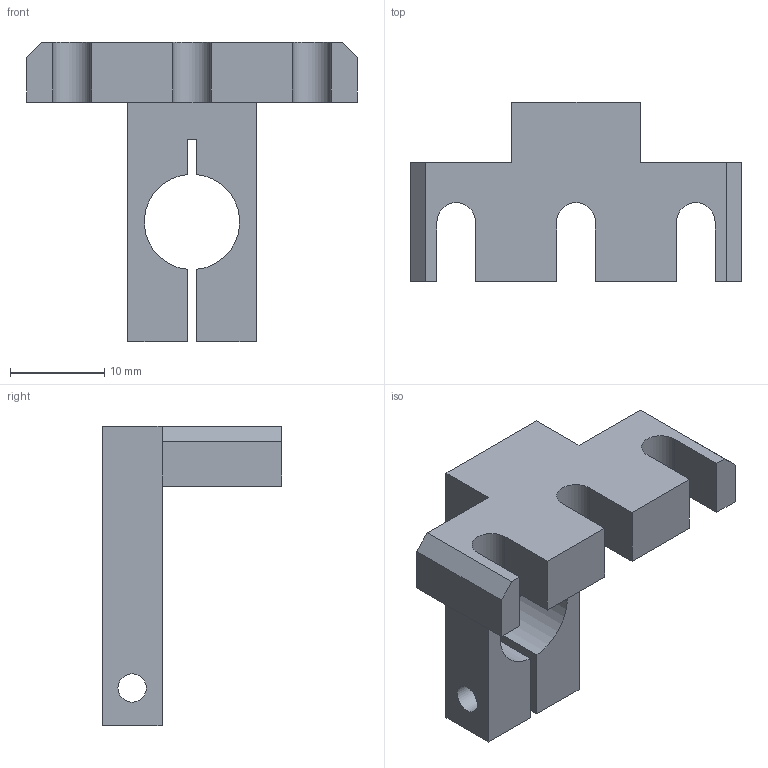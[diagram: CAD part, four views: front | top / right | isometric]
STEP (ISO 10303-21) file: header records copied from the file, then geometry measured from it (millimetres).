
FILE_DESCRIPTION(/* description */ (''),/* implementation_level */ '2;1');
FILE_NAME(/* name */ 'C11-1.5-10.11-N.stp',/* time_stamp */ '2016-08-03T14:17:06-05:00',/* author */ ('us289258'),/* organization */ (''),/* preprocessor_version */ 'ST-DEVELOPER v16.5',/* originating_system */ 'Autodesk Inventor 2017',/* authorisation */ '');
FILE_SCHEMA (('AUTOMOTIVE_DESIGN { 1 0 10303 214 3 1 1 }'));
Length unit declared in the file: inch
Products named in the file (1): C11-1.5-10.11-N
Bounding box: 35.1 x 19.05 x 31.75 mm (x, y, z)
Volume: 4247.3 mm3; surface area: 3068.2 mm2
Topology: 1 solids, 1 shells, 36 faces, 100 edges, 66 vertices
Faces by surface type: plane 29, cylinder 7
Full cylindrical faces by diameter (mm): 3 x2
Entity records: 1179 total; most frequent: CARTESIAN_POINT 201, ORIENTED_EDGE 196, DIRECTION 186, EDGE_CURVE 98, LINE 84, VECTOR 84, VERTEX_POINT 66, AXIS2_PLACEMENT_3D 51
